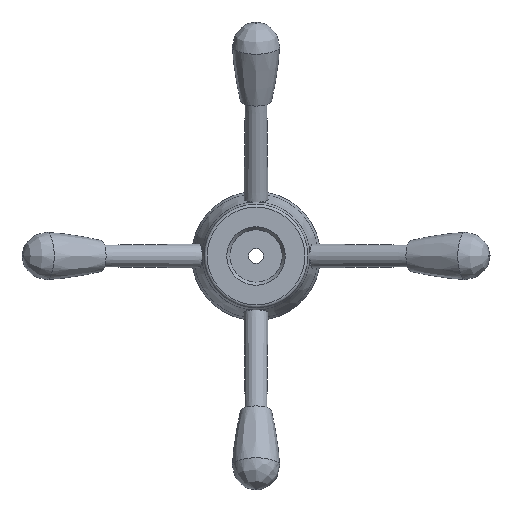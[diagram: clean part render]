
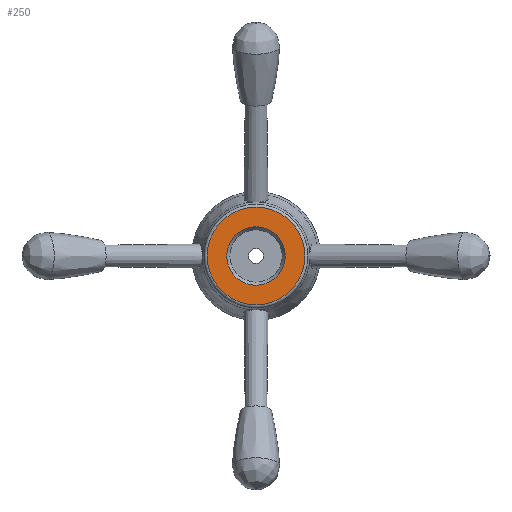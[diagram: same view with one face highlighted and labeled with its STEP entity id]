
A CAD part, left-side view. The second image highlights one B-rep face of the part: STEP entity #250.
In plain terms, the highlighted planar face has unit normal (-1, 0, 0).
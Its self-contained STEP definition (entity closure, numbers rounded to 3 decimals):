
#181=PLANE('',#1025);
#202=FACE_BOUND('',#384,.T.);
#250=ADVANCED_FACE('',(#330,#202),#181,.F.);
#330=FACE_OUTER_BOUND('',#383,.T.);
#383=EDGE_LOOP('',(#541));
#384=EDGE_LOOP('',(#542));
#482=CIRCLE('',#1023,32.594);
#483=CIRCLE('',#1024,19.5);
#541=ORIENTED_EDGE('',*,*,#862,.F.);
#542=ORIENTED_EDGE('',*,*,#863,.F.);
#767=VERTEX_POINT('',#1461);
#768=VERTEX_POINT('',#1463);
#862=EDGE_CURVE('',#767,#767,#482,.T.);
#863=EDGE_CURVE('',#768,#768,#483,.T.);
#1023=AXIS2_PLACEMENT_3D('',#1460,#1138,#1139);
#1024=AXIS2_PLACEMENT_3D('',#1462,#1140,#1141);
#1025=AXIS2_PLACEMENT_3D('',#1464,#1142,#1143);
#1138=DIRECTION('',(1.,0.,0.));
#1139=DIRECTION('',(0.,0.,-1.));
#1140=DIRECTION('',(-1.,0.,0.));
#1141=DIRECTION('',(0.,0.,1.));
#1142=DIRECTION('',(1.,0.,0.));
#1143=DIRECTION('',(0.,0.,-1.));
#1460=CARTESIAN_POINT('',(564.,503.5,0.));
#1461=CARTESIAN_POINT('',(564.,503.5,-32.594));
#1462=CARTESIAN_POINT('',(564.,503.5,0.));
#1463=CARTESIAN_POINT('',(564.,503.5,19.5));
#1464=CARTESIAN_POINT('',(564.,523.,0.));
